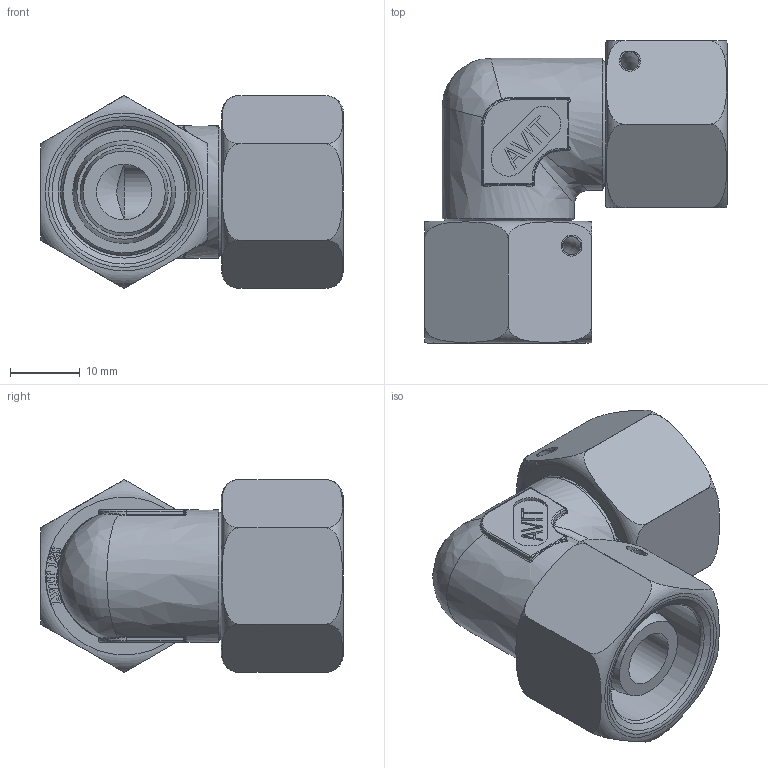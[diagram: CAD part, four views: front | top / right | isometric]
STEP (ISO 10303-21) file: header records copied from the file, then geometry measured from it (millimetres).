
FILE_DESCRIPTION(/* description */ (''),/* implementation_level */ '2;1');
FILE_NAME(/* name */ 'WKS12_TP.stp',/* time_stamp */ '2022-06-30T14:44:15+02:00',/* author */ (''),/* organization */ (''),/* preprocessor_version */ 'ST-DEVELOPER v16',/* originating_system */ 'SIEMENS PLM Software NX 10.0',/* authorisation */ '');
FILE_SCHEMA (('AP203_CONFIGURATION_CONTROLLED_3D_DESIGN_OF_MECHANICAL_PARTS_AND_ASSEMBLIES_MIM_LF { 1 0 10303 403 2 1 2}'));
Length unit declared in the file: millimetre
Products named in the file (1): jnuj183860B9a0x7
Bounding box: 43.5 x 43.45 x 27.7 mm (x, y, z)
Volume: 17874.2 mm3; surface area: 11133.6 mm2
Topology: 3 solids, 3 shells, 671 faces, 1774 edges, 1142 vertices
Faces by surface type: plane 475, cylinder 60, bspline 60, extrusion 32, torus 22, cone 14, sphere 8
Full cylindrical faces by diameter (mm): 2.65 x2, 8 x2, 17.5 x4, 18.245 x2, 18.4 x2
Entity records: 24277 total; most frequent: CARTESIAN_POINT 9976, ORIENTED_EDGE 3412, DIRECTION 2076, EDGE_CURVE 1706, VERTEX_POINT 1126, B_SPLINE_CURVE_WITH_KNOTS 1023, EDGE_LOOP 766, AXIS2_PLACEMENT_3D 757
